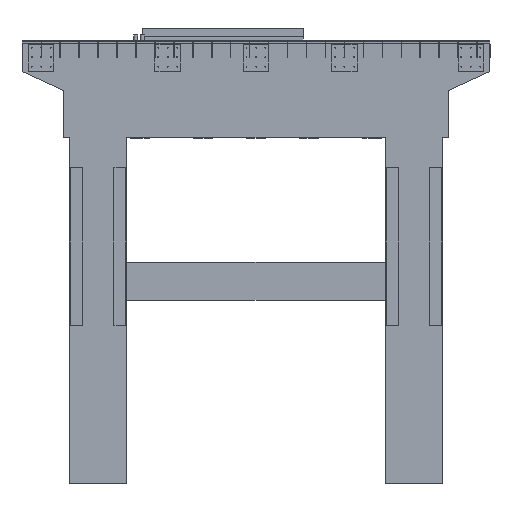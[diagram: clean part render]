
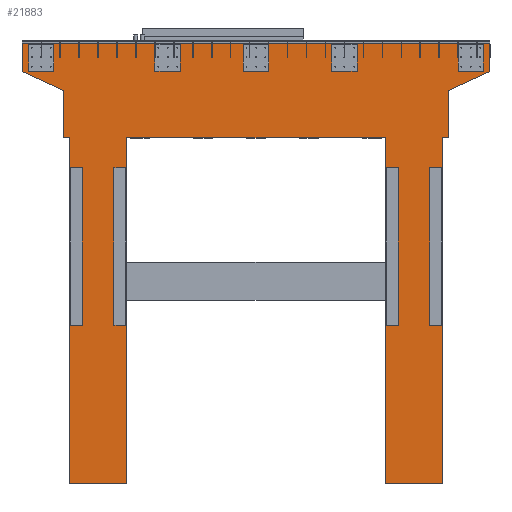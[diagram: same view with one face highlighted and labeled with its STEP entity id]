
A CAD part, left-side view. The second image highlights one B-rep face of the part: STEP entity #21883.
In plain terms, the highlighted planar face has unit normal (-1, 0, 0).
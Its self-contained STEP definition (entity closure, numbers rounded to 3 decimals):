
#2934=FACE_OUTER_BOUND('',#4437,.T.);
#4437=EDGE_LOOP('',(#15455,#15456,#15457,#15458,#15459,#15460,#15461,#15462,
#15463,#15464,#15465,#15466,#15467,#15468,#15469,#15470));
#6229=LINE('',#33482,#8190);
#6305=LINE('',#33634,#8266);
#6312=LINE('',#33649,#8273);
#6375=LINE('',#33775,#8336);
#6446=LINE('',#33944,#8407);
#6469=LINE('',#33984,#8430);
#6470=LINE('',#33986,#8431);
#6471=LINE('',#33987,#8432);
#6472=LINE('',#33989,#8433);
#6473=LINE('',#33991,#8434);
#6474=LINE('',#33992,#8435);
#6475=LINE('',#33994,#8436);
#6476=LINE('',#33995,#8437);
#6477=LINE('',#33997,#8438);
#6478=LINE('',#33998,#8439);
#6479=LINE('',#33999,#8440);
#8190=VECTOR('',#26668,10.);
#8266=VECTOR('',#26766,10.);
#8273=VECTOR('',#26777,10.);
#8336=VECTOR('',#26872,10.);
#8407=VECTOR('',#27031,10.);
#8430=VECTOR('',#27060,10.);
#8431=VECTOR('',#27061,10.);
#8432=VECTOR('',#27062,10.);
#8433=VECTOR('',#27063,10.);
#8434=VECTOR('',#27064,10.);
#8435=VECTOR('',#27065,10.);
#8436=VECTOR('',#27066,10.);
#8437=VECTOR('',#27067,10.);
#8438=VECTOR('',#27068,10.);
#8439=VECTOR('',#27069,10.);
#8440=VECTOR('',#27070,10.);
#10136=VERTEX_POINT('',#33478);
#10138=VERTEX_POINT('',#33481);
#10202=VERTEX_POINT('',#33631);
#10203=VERTEX_POINT('',#33633);
#10208=VERTEX_POINT('',#33646);
#10209=VERTEX_POINT('',#33648);
#10255=VERTEX_POINT('',#33772);
#10256=VERTEX_POINT('',#33774);
#10309=VERTEX_POINT('',#33941);
#10310=VERTEX_POINT('',#33943);
#10324=VERTEX_POINT('',#33983);
#10325=VERTEX_POINT('',#33985);
#10326=VERTEX_POINT('',#33988);
#10327=VERTEX_POINT('',#33990);
#10328=VERTEX_POINT('',#33993);
#10329=VERTEX_POINT('',#33996);
#12137=EDGE_CURVE('',#10138,#10136,#6229,.T.);
#12213=EDGE_CURVE('',#10202,#10203,#6305,.T.);
#12220=EDGE_CURVE('',#10208,#10209,#6312,.T.);
#12283=EDGE_CURVE('',#10255,#10256,#6375,.T.);
#12370=EDGE_CURVE('',#10310,#10309,#6446,.T.);
#12393=EDGE_CURVE('',#10202,#10324,#6469,.T.);
#12394=EDGE_CURVE('',#10324,#10325,#6470,.T.);
#12395=EDGE_CURVE('',#10209,#10325,#6471,.T.);
#12396=EDGE_CURVE('',#10208,#10326,#6472,.T.);
#12397=EDGE_CURVE('',#10326,#10327,#6473,.T.);
#12398=EDGE_CURVE('',#10310,#10327,#6474,.T.);
#12399=EDGE_CURVE('',#10328,#10309,#6475,.T.);
#12400=EDGE_CURVE('',#10328,#10138,#6476,.T.);
#12401=EDGE_CURVE('',#10329,#10136,#6477,.T.);
#12402=EDGE_CURVE('',#10256,#10329,#6478,.T.);
#12403=EDGE_CURVE('',#10203,#10255,#6479,.T.);
#15455=ORIENTED_EDGE('',*,*,#12213,.F.);
#15456=ORIENTED_EDGE('',*,*,#12393,.T.);
#15457=ORIENTED_EDGE('',*,*,#12394,.T.);
#15458=ORIENTED_EDGE('',*,*,#12395,.F.);
#15459=ORIENTED_EDGE('',*,*,#12220,.F.);
#15460=ORIENTED_EDGE('',*,*,#12396,.T.);
#15461=ORIENTED_EDGE('',*,*,#12397,.T.);
#15462=ORIENTED_EDGE('',*,*,#12398,.F.);
#15463=ORIENTED_EDGE('',*,*,#12370,.T.);
#15464=ORIENTED_EDGE('',*,*,#12399,.F.);
#15465=ORIENTED_EDGE('',*,*,#12400,.T.);
#15466=ORIENTED_EDGE('',*,*,#12137,.T.);
#15467=ORIENTED_EDGE('',*,*,#12401,.F.);
#15468=ORIENTED_EDGE('',*,*,#12402,.F.);
#15469=ORIENTED_EDGE('',*,*,#12283,.F.);
#15470=ORIENTED_EDGE('',*,*,#12403,.F.);
#20922=PLANE('',#24247);
#21883=ADVANCED_FACE('',(#2934),#20922,.T.);
#24247=AXIS2_PLACEMENT_3D('',#33982,#27058,#27059);
#26668=DIRECTION('',(0.,1.,0.));
#26766=DIRECTION('',(0.,0.,1.));
#26777=DIRECTION('',(0.,0.,1.));
#26872=DIRECTION('',(0.,0.,1.));
#27031=DIRECTION('',(0.,0.,1.));
#27058=DIRECTION('center_axis',(-1.,0.,0.));
#27059=DIRECTION('ref_axis',(0.,-1.,0.));
#27060=DIRECTION('',(0.,-1.,0.));
#27061=DIRECTION('',(0.,0.,1.));
#27062=DIRECTION('',(0.,1.,0.));
#27063=DIRECTION('',(0.,-1.,0.));
#27064=DIRECTION('',(0.,0.,1.));
#27065=DIRECTION('',(0.,1.,0.));
#27066=DIRECTION('',(0.,0.908,-0.419));
#27067=DIRECTION('',(0.,0.,1.));
#27068=DIRECTION('',(0.,0.,1.));
#27069=DIRECTION('',(0.,0.908,0.419));
#27070=DIRECTION('',(0.,1.,0.));
#33478=CARTESIAN_POINT('',(-7875.,3700.,6970.));
#33481=CARTESIAN_POINT('',(-7875.,-3700.,6970.));
#33482=CARTESIAN_POINT('',(-7875.,1850.,6970.));
#33631=CARTESIAN_POINT('',(-7875.,2950.,0.));
#33633=CARTESIAN_POINT('',(-7875.,2950.,5470.));
#33634=CARTESIAN_POINT('',(-7875.,2950.,0.));
#33646=CARTESIAN_POINT('',(-7875.,-2050.,0.));
#33648=CARTESIAN_POINT('',(-7875.,-2050.,5470.));
#33649=CARTESIAN_POINT('',(-7875.,-2050.,0.));
#33772=CARTESIAN_POINT('',(-7875.,3050.,5470.));
#33774=CARTESIAN_POINT('',(-7875.,3050.,6220.));
#33775=CARTESIAN_POINT('',(-7875.,3050.,0.));
#33941=CARTESIAN_POINT('',(-7875.,-3050.,6220.));
#33943=CARTESIAN_POINT('',(-7875.,-3050.,5470.));
#33944=CARTESIAN_POINT('',(-7875.,-3050.,0.));
#33982=CARTESIAN_POINT('Origin',(-7875.,3700.,0.));
#33983=CARTESIAN_POINT('',(-7875.,2050.,0.));
#33984=CARTESIAN_POINT('',(-7875.,3700.,0.));
#33985=CARTESIAN_POINT('',(-7875.,2050.,5470.));
#33986=CARTESIAN_POINT('',(-7875.,2050.,0.));
#33987=CARTESIAN_POINT('',(-7875.,1525.,5470.));
#33988=CARTESIAN_POINT('',(-7875.,-2950.,0.));
#33989=CARTESIAN_POINT('',(-7875.,3700.,0.));
#33990=CARTESIAN_POINT('',(-7875.,-2950.,5470.));
#33991=CARTESIAN_POINT('',(-7875.,-2950.,0.));
#33992=CARTESIAN_POINT('',(-7875.,1525.,5470.));
#33993=CARTESIAN_POINT('',(-7875.,-3700.,6520.));
#33994=CARTESIAN_POINT('',(-7875.,753.134,4464.707));
#33995=CARTESIAN_POINT('',(-7875.,-3700.,0.));
#33996=CARTESIAN_POINT('',(-7875.,3700.,6520.));
#33997=CARTESIAN_POINT('',(-7875.,3700.,0.));
#33998=CARTESIAN_POINT('',(-7875.,2297.11,5872.512));
#33999=CARTESIAN_POINT('',(-7875.,1525.,5470.));
